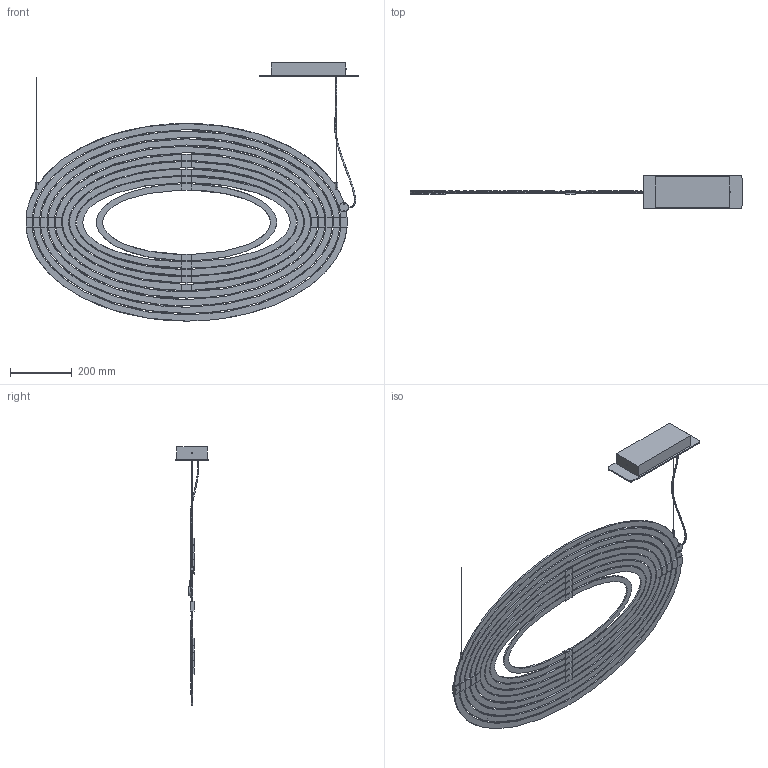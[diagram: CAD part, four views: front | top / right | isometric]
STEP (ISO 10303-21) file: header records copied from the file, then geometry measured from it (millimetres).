
FILE_DESCRIPTION(/* description */ (''),/* implementation_level */ '2;1');
FILE_NAME(/* name */ 'Copernico sosp',/* time_stamp */ '2015-03-13T11:36:46+01:00',/* author */ (''),/* organization */ (''),/* preprocessor_version */ 'ST-DEVELOPER v10',/* originating_system */ '',/* authorisation */ '');
FILE_SCHEMA (('CONFIG_CONTROL_DESIGN'));
Products named in the file (1): 1
Bounding box: 1074.5 x 110 x 835.91 mm (x, y, z)
Volume: 2913698.9 mm3; surface area: 1058260.7 mm2
Topology: 467 solids, 479 shells, 3427 faces, 7426 edges, 4924 vertices
Faces by surface type: plane 2933, bspline 494
Entity records: 87033 total; most frequent: CARTESIAN_POINT 33017, ORIENTED_EDGE 14788, EDGE_CURVE 7424, B_SPLINE_CURVE_WITH_KNOTS 6293, VERTEX_POINT 4920, EDGE_LOOP 3610, ADVANCED_FACE 3427, FACE_OUTER_BOUND 3427
